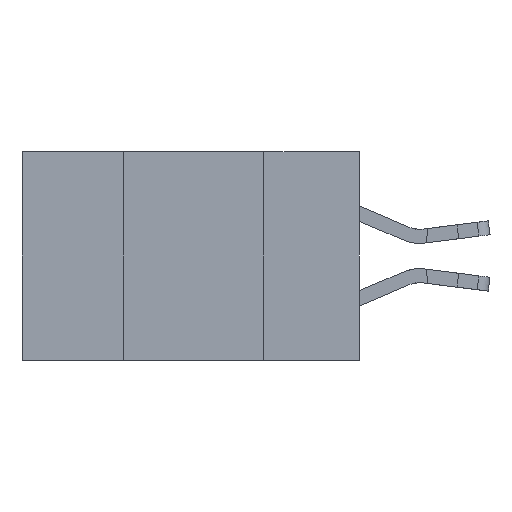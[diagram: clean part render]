
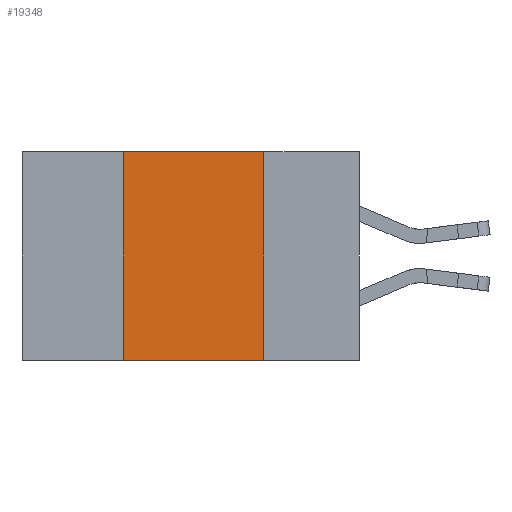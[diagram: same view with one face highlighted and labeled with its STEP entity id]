
A CAD part, left-side view. The second image highlights one B-rep face of the part: STEP entity #19348.
In plain terms, the highlighted planar face has unit normal (-1, 0, 0).
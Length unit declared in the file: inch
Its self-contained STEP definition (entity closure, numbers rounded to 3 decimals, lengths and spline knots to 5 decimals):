
#1853 = VECTOR ( 'NONE', #19187, 39.37008 ) ;
#2485 = VECTOR ( 'NONE', #10881, 39.37008 ) ;
#2713 = EDGE_LOOP ( 'NONE', ( #11243, #16981, #11889, #16288 ) ) ;
#4589 = CARTESIAN_POINT ( 'NONE',  ( 0., 0.42, 0. ) ) ;
#4966 = CARTESIAN_POINT ( 'NONE',  ( 0., 0.17, 0. ) ) ;
#5242 = DIRECTION ( 'NONE',  ( 0., 0., -1. ) ) ;
#5494 = VECTOR ( 'NONE', #15033, 39.37008 ) ;
#5567 = CARTESIAN_POINT ( 'NONE',  ( 0., 0.6, -0.37 ) ) ;
#5586 = AXIS2_PLACEMENT_3D ( 'NONE', #13141, #14736, #5242 ) ;
#5740 = EDGE_CURVE ( 'NONE', #18495, #11669, #18094, .T. ) ;
#6678 = LINE ( 'NONE', #18745, #2485 ) ;
#6689 = CARTESIAN_POINT ( 'NONE',  ( 0., 0.17, -0.37 ) ) ;
#7545 = VECTOR ( 'NONE', #20171, 39.37008 ) ;
#9761 = CARTESIAN_POINT ( 'NONE',  ( 0., 0.17, 0. ) ) ;
#10741 = CARTESIAN_POINT ( 'NONE',  ( 0., 0.6, 0. ) ) ;
#10843 = EDGE_CURVE ( 'NONE', #18495, #19066, #6678, .T. ) ;
#10881 = DIRECTION ( 'NONE',  ( 0., 0., 1. ) ) ;
#11243 = ORIENTED_EDGE ( 'NONE', *, *, #17438, .F. ) ;
#11669 = VERTEX_POINT ( 'NONE', #6689 ) ;
#11770 = LINE ( 'NONE', #10741, #7545 ) ;
#11889 = ORIENTED_EDGE ( 'NONE', *, *, #10843, .F. ) ;
#12300 = FACE_OUTER_BOUND ( 'NONE', #2713, .T. ) ;
#13141 = CARTESIAN_POINT ( 'NONE',  ( 0., 0.6, 0. ) ) ;
#14454 = LINE ( 'NONE', #4966, #1853 ) ;
#14736 = DIRECTION ( 'NONE',  ( 1., 0., 0. ) ) ;
#15033 = DIRECTION ( 'NONE',  ( 0., -1., 0. ) ) ;
#15376 = VERTEX_POINT ( 'NONE', #9761 ) ;
#16288 = ORIENTED_EDGE ( 'NONE', *, *, #5740, .T. ) ;
#16450 = EDGE_CURVE ( 'NONE', #19066, #15376, #11770, .T. ) ;
#16981 = ORIENTED_EDGE ( 'NONE', *, *, #16450, .F. ) ;
#17438 = EDGE_CURVE ( 'NONE', #15376, #11669, #14454, .T. ) ;
#17815 = PLANE ( 'NONE',  #5586 ) ;
#18094 = LINE ( 'NONE', #5567, #5494 ) ;
#18495 = VERTEX_POINT ( 'NONE', #18677 ) ;
#18677 = CARTESIAN_POINT ( 'NONE',  ( 0., 0.42, -0.37 ) ) ;
#18745 = CARTESIAN_POINT ( 'NONE',  ( 0., 0.42, 0. ) ) ;
#19066 = VERTEX_POINT ( 'NONE', #4589 ) ;
#19187 = DIRECTION ( 'NONE',  ( 0., 0., -1. ) ) ;
#19348 = ADVANCED_FACE ( 'NONE', ( #12300 ), #17815, .F. ) ;
#20171 = DIRECTION ( 'NONE',  ( 0., -1., 0. ) ) ;
